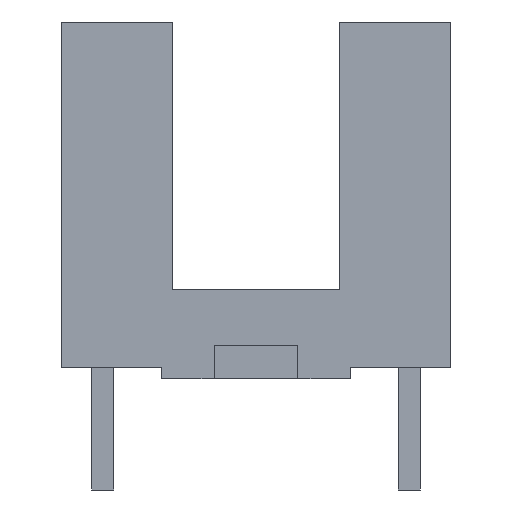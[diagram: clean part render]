
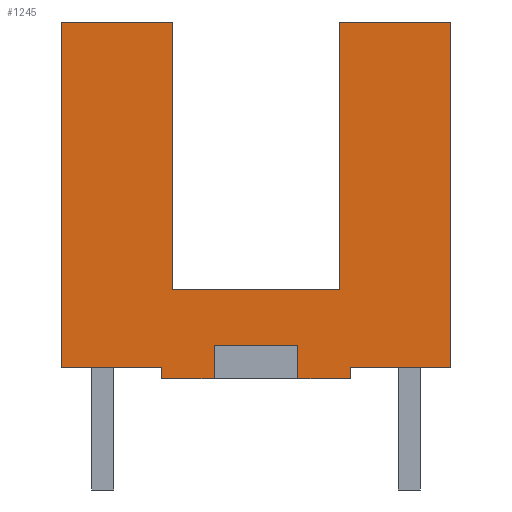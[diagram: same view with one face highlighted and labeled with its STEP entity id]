
A CAD part, front view. The second image highlights one B-rep face of the part: STEP entity #1245.
In plain terms, the highlighted planar face has unit normal (0, -1, 0).
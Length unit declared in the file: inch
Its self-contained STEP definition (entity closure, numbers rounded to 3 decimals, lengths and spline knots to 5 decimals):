
#89=FACE_OUTER_BOUND('',#156,.T.);
#156=EDGE_LOOP('',(#1002,#1003,#1004,#1005,#1006,#1007,#1008,#1009,#1010,
#1011,#1012,#1013,#1014,#1015,#1016,#1017));
#214=LINE('',#1774,#360);
#217=LINE('',#1780,#363);
#221=LINE('',#1787,#367);
#285=LINE('',#1922,#431);
#289=LINE('',#1931,#435);
#293=LINE('',#1939,#439);
#296=LINE('',#1945,#442);
#300=LINE('',#1950,#446);
#301=LINE('',#1951,#447);
#303=LINE('',#1955,#449);
#309=LINE('',#1966,#455);
#311=LINE('',#1969,#457);
#312=LINE('',#1971,#458);
#313=LINE('',#1972,#459);
#314=LINE('',#1974,#460);
#315=LINE('',#1975,#461);
#360=VECTOR('',#1460,0.075);
#363=VECTOR('',#1465,0.03);
#367=VECTOR('',#1471,0.03);
#431=VECTOR('',#1589,0.01);
#435=VECTOR('',#1595,0.01);
#439=VECTOR('',#1601,0.24);
#442=VECTOR('',#1606,0.15);
#446=VECTOR('',#1612,0.0475);
#447=VECTOR('',#1613,0.0475);
#449=VECTOR('',#1617,0.1);
#455=VECTOR('',#1627,0.31);
#457=VECTOR('',#1631,0.09);
#458=VECTOR('',#1632,0.1);
#459=VECTOR('',#1633,0.24);
#460=VECTOR('',#1634,0.31);
#461=VECTOR('',#1635,0.09);
#520=VERTEX_POINT('',#1771);
#521=VERTEX_POINT('',#1773);
#523=VERTEX_POINT('',#1778);
#524=VERTEX_POINT('',#1783);
#568=VERTEX_POINT('',#1919);
#569=VERTEX_POINT('',#1921);
#572=VERTEX_POINT('',#1928);
#573=VERTEX_POINT('',#1930);
#575=VERTEX_POINT('',#1936);
#576=VERTEX_POINT('',#1938);
#578=VERTEX_POINT('',#1944);
#579=VERTEX_POINT('',#1953);
#581=VERTEX_POINT('',#1963);
#582=VERTEX_POINT('',#1965);
#583=VERTEX_POINT('',#1970);
#584=VERTEX_POINT('',#1973);
#641=EDGE_CURVE('',#520,#521,#214,.T.);
#644=EDGE_CURVE('',#520,#523,#217,.T.);
#648=EDGE_CURVE('',#521,#524,#221,.T.);
#712=EDGE_CURVE('',#568,#569,#285,.T.);
#716=EDGE_CURVE('',#572,#573,#289,.T.);
#720=EDGE_CURVE('',#575,#576,#293,.T.);
#723=EDGE_CURVE('',#576,#578,#296,.T.);
#727=EDGE_CURVE('',#523,#569,#300,.T.);
#728=EDGE_CURVE('',#572,#524,#301,.T.);
#730=EDGE_CURVE('',#579,#575,#303,.T.);
#736=EDGE_CURVE('',#581,#582,#309,.T.);
#738=EDGE_CURVE('',#582,#568,#311,.T.);
#739=EDGE_CURVE('',#583,#581,#312,.T.);
#740=EDGE_CURVE('',#578,#583,#313,.T.);
#741=EDGE_CURVE('',#579,#584,#314,.T.);
#742=EDGE_CURVE('',#573,#584,#315,.T.);
#1002=ORIENTED_EDGE('',*,*,#728,.T.);
#1003=ORIENTED_EDGE('',*,*,#648,.F.);
#1004=ORIENTED_EDGE('',*,*,#641,.F.);
#1005=ORIENTED_EDGE('',*,*,#644,.T.);
#1006=ORIENTED_EDGE('',*,*,#727,.T.);
#1007=ORIENTED_EDGE('',*,*,#712,.F.);
#1008=ORIENTED_EDGE('',*,*,#738,.F.);
#1009=ORIENTED_EDGE('',*,*,#736,.F.);
#1010=ORIENTED_EDGE('',*,*,#739,.F.);
#1011=ORIENTED_EDGE('',*,*,#740,.F.);
#1012=ORIENTED_EDGE('',*,*,#723,.F.);
#1013=ORIENTED_EDGE('',*,*,#720,.F.);
#1014=ORIENTED_EDGE('',*,*,#730,.F.);
#1015=ORIENTED_EDGE('',*,*,#741,.T.);
#1016=ORIENTED_EDGE('',*,*,#742,.F.);
#1017=ORIENTED_EDGE('',*,*,#716,.F.);
#1114=PLANE('',#1338);
#1245=ADVANCED_FACE('',(#89),#1114,.F.);
#1338=AXIS2_PLACEMENT_3D('',#1968,#1629,#1630);
#1460=DIRECTION('',(-1.,0.,0.));
#1465=DIRECTION('',(0.,0.,-1.));
#1471=DIRECTION('',(0.,0.,-1.));
#1589=DIRECTION('',(0.,0.,-1.));
#1595=DIRECTION('',(0.,0.,1.));
#1601=DIRECTION('',(0.,0.,-1.));
#1606=DIRECTION('',(1.,0.,0.));
#1612=DIRECTION('',(1.,0.,0.));
#1613=DIRECTION('',(1.,0.,0.));
#1617=DIRECTION('',(1.,0.,0.));
#1627=DIRECTION('',(0.,0.,-1.));
#1629=DIRECTION('center_axis',(0.,1.,0.));
#1630=DIRECTION('ref_axis',(0.,0.,1.));
#1631=DIRECTION('',(-1.,0.,0.));
#1632=DIRECTION('',(1.,0.,0.));
#1633=DIRECTION('',(0.,0.,1.));
#1634=DIRECTION('',(0.,0.,-1.));
#1635=DIRECTION('',(-1.,0.,0.));
#1771=CARTESIAN_POINT('',(-0.0314,-0.37075,0.09496));
#1773=CARTESIAN_POINT('',(-0.1064,-0.37075,0.09496));
#1774=CARTESIAN_POINT('',(-0.0314,-0.37075,0.09496));
#1778=CARTESIAN_POINT('',(-0.0314,-0.37075,0.06496));
#1780=CARTESIAN_POINT('',(-0.0314,-0.37075,0.09496));
#1783=CARTESIAN_POINT('',(-0.1064,-0.37075,0.06496));
#1787=CARTESIAN_POINT('',(-0.1064,-0.37075,0.09496));
#1919=CARTESIAN_POINT('',(0.0161,-0.37075,0.07496));
#1921=CARTESIAN_POINT('',(0.0161,-0.37075,0.06496));
#1922=CARTESIAN_POINT('',(0.0161,-0.37075,0.07496));
#1928=CARTESIAN_POINT('',(-0.1539,-0.37075,0.06496));
#1930=CARTESIAN_POINT('',(-0.1539,-0.37075,0.07496));
#1931=CARTESIAN_POINT('',(-0.1539,-0.37075,0.06496));
#1936=CARTESIAN_POINT('',(-0.1439,-0.37075,0.38496));
#1938=CARTESIAN_POINT('',(-0.1439,-0.37075,0.14496));
#1939=CARTESIAN_POINT('',(-0.1439,-0.37075,0.38496));
#1944=CARTESIAN_POINT('',(0.0061,-0.37075,0.14496));
#1945=CARTESIAN_POINT('',(-0.1439,-0.37075,0.14496));
#1950=CARTESIAN_POINT('',(-0.0314,-0.37075,0.06496));
#1951=CARTESIAN_POINT('',(-0.1539,-0.37075,0.06496));
#1953=CARTESIAN_POINT('',(-0.2439,-0.37075,0.38496));
#1955=CARTESIAN_POINT('',(-0.2439,-0.37075,0.38496));
#1963=CARTESIAN_POINT('',(0.1061,-0.37075,0.38496));
#1965=CARTESIAN_POINT('',(0.1061,-0.37075,0.07496));
#1966=CARTESIAN_POINT('',(0.1061,-0.37075,0.38496));
#1968=CARTESIAN_POINT('Origin',(-0.2439,-0.37075,0.38496));
#1969=CARTESIAN_POINT('',(0.1061,-0.37075,0.07496));
#1970=CARTESIAN_POINT('',(0.0061,-0.37075,0.38496));
#1971=CARTESIAN_POINT('',(0.0061,-0.37075,0.38496));
#1972=CARTESIAN_POINT('',(0.0061,-0.37075,0.14496));
#1973=CARTESIAN_POINT('',(-0.2439,-0.37075,0.07496));
#1974=CARTESIAN_POINT('',(-0.2439,-0.37075,0.38496));
#1975=CARTESIAN_POINT('',(-0.1539,-0.37075,0.07496));
